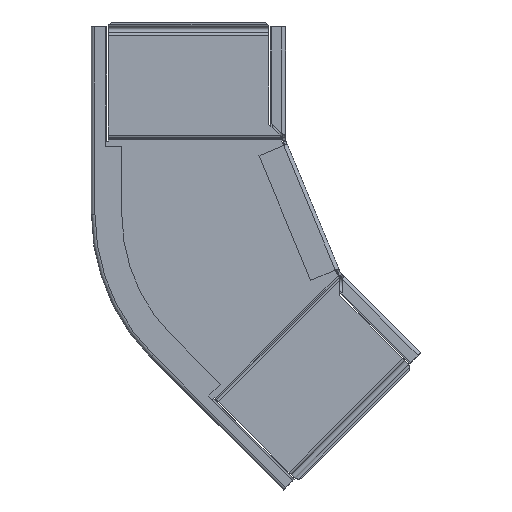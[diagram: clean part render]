
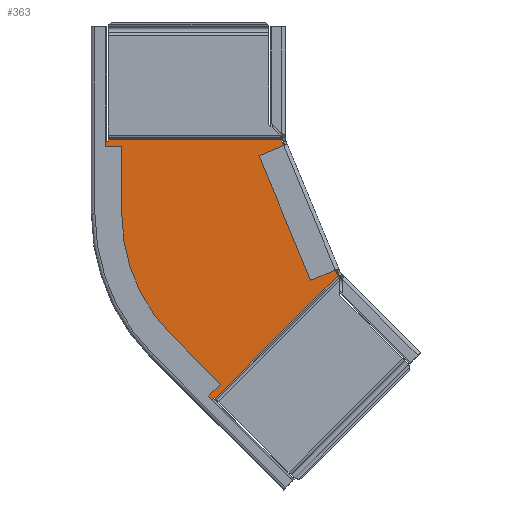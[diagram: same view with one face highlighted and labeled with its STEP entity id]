
A CAD part, front view. The second image highlights one B-rep face of the part: STEP entity #363.
In plain terms, the highlighted planar face has unit normal (0, -1, 0).
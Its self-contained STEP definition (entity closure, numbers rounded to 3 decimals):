
#96 = VECTOR ( 'NONE', #3628, 1000. ) ;
#108 = VECTOR ( 'NONE', #2791, 1000. ) ;
#110 = VERTEX_POINT ( 'NONE', #1749 ) ;
#112 = LINE ( 'NONE', #1132, #4859 ) ;
#160 = CARTESIAN_POINT ( 'NONE',  ( -106.139, -0.75, 32.928 ) ) ;
#187 = DIRECTION ( 'NONE',  ( 0.707, 0., -0.707 ) ) ;
#221 = DIRECTION ( 'NONE',  ( -0.707, 0., 0.707 ) ) ;
#283 = VECTOR ( 'NONE', #2920, 1000. ) ;
#296 = CIRCLE ( 'NONE', #4418, 98.25 ) ;
#363 = ADVANCED_FACE ( 'NONE', ( #4269 ), #2481, .T. ) ;
#368 = CARTESIAN_POINT ( 'NONE',  ( -47.172, -0.75, -93.739 ) ) ;
#603 = CARTESIAN_POINT ( 'NONE',  ( -99.639, -0.75, 85.428 ) ) ;
#608 = CARTESIAN_POINT ( 'NONE',  ( -8.802, -0.75, 21.249 ) ) ;
#703 = ORIENTED_EDGE ( 'NONE', *, *, #2046, .T. ) ;
#785 = EDGE_CURVE ( 'NONE', #1734, #2885, #3274, .T. ) ;
#787 = ORIENTED_EDGE ( 'NONE', *, *, #4480, .F. ) ;
#815 = LINE ( 'NONE', #2201, #3292 ) ;
#857 = CARTESIAN_POINT ( 'NONE',  ( -77.362, -0.75, -72.741 ) ) ;
#892 = VERTEX_POINT ( 'NONE', #3033 ) ;
#897 = VERTEX_POINT ( 'NONE', #368 ) ;
#904 = ORIENTED_EDGE ( 'NONE', *, *, #4436, .F. ) ;
#1028 = CARTESIAN_POINT ( 'NONE',  ( -13.639, -0.75, 32.928 ) ) ;
#1036 = DIRECTION ( 'NONE',  ( -0.707, 0., -0.707 ) ) ;
#1132 = CARTESIAN_POINT ( 'NONE',  ( 18.183, -0.75, -29.339 ) ) ;
#1145 = CARTESIAN_POINT ( 'NONE',  ( -106.139, -0.75, 32.928 ) ) ;
#1482 = CARTESIAN_POINT ( 'NONE',  ( -51.768, -0.75, -98.335 ) ) ;
#1488 = DIRECTION ( 'NONE',  ( -0.707, 0., -0.707 ) ) ;
#1500 = DIRECTION ( 'NONE',  ( 0., 0., -1. ) ) ;
#1506 = VECTOR ( 'NONE', #5511, 1000. ) ;
#1556 = VERTEX_POINT ( 'NONE', #1145 ) ;
#1695 = ORIENTED_EDGE ( 'NONE', *, *, #1783, .F. ) ;
#1730 = CARTESIAN_POINT ( 'NONE',  ( -46.694, -0.75, -94.216 ) ) ;
#1734 = VERTEX_POINT ( 'NONE', #3307 ) ;
#1749 = CARTESIAN_POINT ( 'NONE',  ( 14.117, -0.75, -33.405 ) ) ;
#1763 = VECTOR ( 'NONE', #2565, 1000. ) ;
#1783 = EDGE_CURVE ( 'NONE', #4734, #897, #2420, .T. ) ;
#1795 = CARTESIAN_POINT ( 'NONE',  ( -13.639, -0.75, 33.603 ) ) ;
#1801 = ORIENTED_EDGE ( 'NONE', *, *, #1907, .T. ) ;
#1907 = EDGE_CURVE ( 'NONE', #110, #892, #5220, .T. ) ;
#1940 = CARTESIAN_POINT ( 'NONE',  ( -106.139, -0.75, -3.268 ) ) ;
#1951 = LINE ( 'NONE', #160, #1506 ) ;
#1959 = LINE ( 'NONE', #608, #283 ) ;
#1960 = DIRECTION ( 'NONE',  ( 0., -1., 0. ) ) ;
#1992 = CARTESIAN_POINT ( 'NONE',  ( -7.889, -0.75, -3.268 ) ) ;
#2000 = LINE ( 'NONE', #4119, #108 ) ;
#2046 = EDGE_CURVE ( 'NONE', #2885, #1556, #1951, .T. ) ;
#2177 = VECTOR ( 'NONE', #187, 1000. ) ;
#2201 = CARTESIAN_POINT ( 'NONE',  ( -7.889, -0.75, 33.603 ) ) ;
#2285 = LINE ( 'NONE', #4971, #96 ) ;
#2300 = ORIENTED_EDGE ( 'NONE', *, *, #3695, .F. ) ;
#2305 = ORIENTED_EDGE ( 'NONE', *, *, #3564, .F. ) ;
#2381 = VERTEX_POINT ( 'NONE', #1795 ) ;
#2383 = VERTEX_POINT ( 'NONE', #1028 ) ;
#2420 = LINE ( 'NONE', #4704, #5137 ) ;
#2481 = PLANE ( 'NONE',  #4665 ) ;
#2565 = DIRECTION ( 'NONE',  ( -0.707, 0., 0.707 ) ) ;
#2724 = VECTOR ( 'NONE', #1036, 1000. ) ;
#2791 = DIRECTION ( 'NONE',  ( 0., 0., -1. ) ) ;
#2829 = CARTESIAN_POINT ( 'NONE',  ( -77.362, -0.75, -72.741 ) ) ;
#2867 = DIRECTION ( 'NONE',  ( 0., 1., 0. ) ) ;
#2885 = VERTEX_POINT ( 'NONE', #5002 ) ;
#2915 = CARTESIAN_POINT ( 'NONE',  ( -51.768, -0.75, -98.335 ) ) ;
#2920 = DIRECTION ( 'NONE',  ( 0.383, 0., -0.924 ) ) ;
#2980 = VECTOR ( 'NONE', #4647, 1000. ) ;
#3027 = ORIENTED_EDGE ( 'NONE', *, *, #4826, .F. ) ;
#3033 = CARTESIAN_POINT ( 'NONE',  ( 13.639, -0.75, -32.928 ) ) ;
#3064 = ORIENTED_EDGE ( 'NONE', *, *, #5332, .T. ) ;
#3079 = ORIENTED_EDGE ( 'NONE', *, *, #5053, .T. ) ;
#3274 = LINE ( 'NONE', #603, #2980 ) ;
#3292 = VECTOR ( 'NONE', #3514, 1000. ) ;
#3307 = CARTESIAN_POINT ( 'NONE',  ( -99.639, -0.75, 33.603 ) ) ;
#3514 = DIRECTION ( 'NONE',  ( -1., 0., 0. ) ) ;
#3564 = EDGE_CURVE ( 'NONE', #5731, #1556, #2285, .T. ) ;
#3628 = DIRECTION ( 'NONE',  ( 0., 0., 1. ) ) ;
#3634 = CARTESIAN_POINT ( 'NONE',  ( -7.889, -0.75, -3.268 ) ) ;
#3694 = DIRECTION ( 'NONE',  ( 0., 0., -1. ) ) ;
#3695 = EDGE_CURVE ( 'NONE', #2383, #892, #1959, .T. ) ;
#4085 = VERTEX_POINT ( 'NONE', #2915 ) ;
#4119 = CARTESIAN_POINT ( 'NONE',  ( -13.639, -0.75, 32.928 ) ) ;
#4129 = EDGE_CURVE ( 'NONE', #110, #4734, #112, .T. ) ;
#4153 = LINE ( 'NONE', #1482, #2724 ) ;
#4269 = FACE_OUTER_BOUND ( 'NONE', #5417, .T. ) ;
#4418 = AXIS2_PLACEMENT_3D ( 'NONE', #3634, #2867, #1500 ) ;
#4436 = EDGE_CURVE ( 'NONE', #2381, #2383, #2000, .T. ) ;
#4480 = EDGE_CURVE ( 'NONE', #897, #4085, #4153, .T. ) ;
#4647 = DIRECTION ( 'NONE',  ( 0., 0., -1. ) ) ;
#4665 = AXIS2_PLACEMENT_3D ( 'NONE', #1992, #1960, #3694 ) ;
#4704 = CARTESIAN_POINT ( 'NONE',  ( -10.049, -0.75, -130.862 ) ) ;
#4734 = VERTEX_POINT ( 'NONE', #1730 ) ;
#4826 = EDGE_CURVE ( 'NONE', #5705, #5731, #296, .T. ) ;
#4859 = VECTOR ( 'NONE', #1488, 1000. ) ;
#4971 = CARTESIAN_POINT ( 'NONE',  ( -106.139, -0.75, -3.268 ) ) ;
#5002 = CARTESIAN_POINT ( 'NONE',  ( -99.639, -0.75, 32.928 ) ) ;
#5053 = EDGE_CURVE ( 'NONE', #2381, #1734, #815, .T. ) ;
#5078 = LINE ( 'NONE', #2829, #2177 ) ;
#5137 = VECTOR ( 'NONE', #221, 1000. ) ;
#5165 = CARTESIAN_POINT ( 'NONE',  ( 13.639, -0.75, -32.928 ) ) ;
#5220 = LINE ( 'NONE', #5165, #1763 ) ;
#5304 = ORIENTED_EDGE ( 'NONE', *, *, #4129, .F. ) ;
#5332 = EDGE_CURVE ( 'NONE', #5705, #4085, #5078, .T. ) ;
#5392 = ORIENTED_EDGE ( 'NONE', *, *, #785, .T. ) ;
#5417 = EDGE_LOOP ( 'NONE', ( #904, #3079, #5392, #703, #2305, #3027, #3064, #787, #1695, #5304, #1801, #2300 ) ) ;
#5511 = DIRECTION ( 'NONE',  ( -1., 0., 0. ) ) ;
#5705 = VERTEX_POINT ( 'NONE', #857 ) ;
#5731 = VERTEX_POINT ( 'NONE', #1940 ) ;
